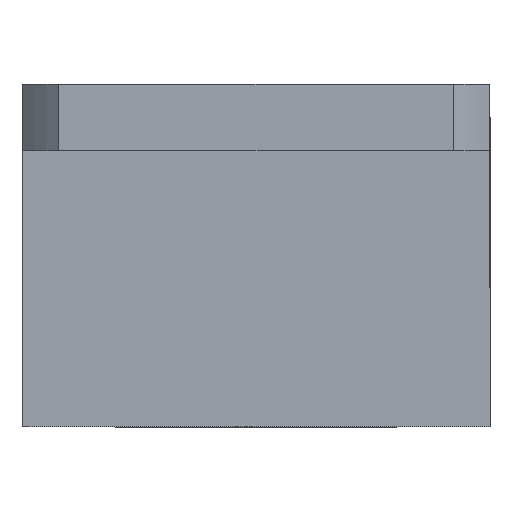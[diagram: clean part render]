
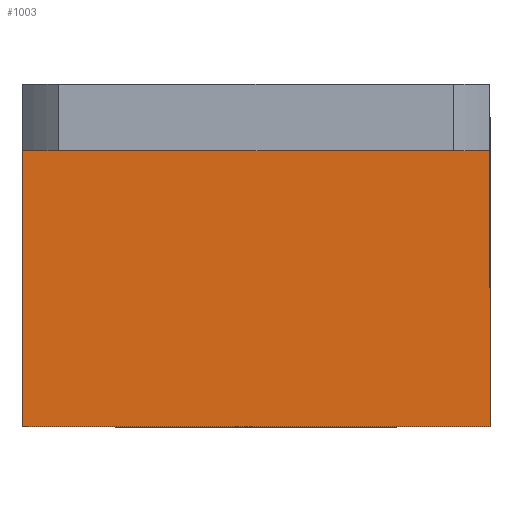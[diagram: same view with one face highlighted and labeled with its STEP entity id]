
A CAD part, front view. The second image highlights one B-rep face of the part: STEP entity #1003.
In plain terms, the highlighted planar face has unit normal (0, -1, 0).
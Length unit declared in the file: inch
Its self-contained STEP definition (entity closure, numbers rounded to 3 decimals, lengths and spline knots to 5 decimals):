
#29 = VERTEX_POINT ( 'NONE', #2978 ) ;
#103 = VECTOR ( 'NONE', #1269, 39.37008 ) ;
#408 = LINE ( 'NONE', #752, #7122 ) ;
#549 = PLANE ( 'NONE',  #8601 ) ;
#752 = CARTESIAN_POINT ( 'NONE',  ( 0.8125, -0.3705, -4.16393 ) ) ;
#927 = FACE_OUTER_BOUND ( 'NONE', #9065, .T. ) ;
#1003 = ADVANCED_FACE ( 'NONE', ( #927 ), #549, .F. ) ;
#1076 = CARTESIAN_POINT ( 'NONE',  ( 0.8125, -0.3705, -0.23 ) ) ;
#1135 = DIRECTION ( 'NONE',  ( 0., 0., 1. ) ) ;
#1195 = EDGE_CURVE ( 'NONE', #5795, #7281, #2365, .T. ) ;
#1269 = DIRECTION ( 'NONE',  ( -1., 0., 0. ) ) ;
#1985 = ORIENTED_EDGE ( 'NONE', *, *, #8017, .T. ) ;
#2051 = ORIENTED_EDGE ( 'NONE', *, *, #4262, .F. ) ;
#2365 = LINE ( 'NONE', #7553, #7899 ) ;
#2978 = CARTESIAN_POINT ( 'NONE',  ( -0.8125, -0.3705, -1.18898 ) ) ;
#3596 = CARTESIAN_POINT ( 'NONE',  ( 0.8125, -0.3705, -1.18898 ) ) ;
#3682 = VECTOR ( 'NONE', #4126, 39.37008 ) ;
#4045 = EDGE_CURVE ( 'NONE', #7769, #29, #5978, .T. ) ;
#4126 = DIRECTION ( 'NONE',  ( 0., 0., 1. ) ) ;
#4262 = EDGE_CURVE ( 'NONE', #29, #7281, #4937, .T. ) ;
#4796 = CARTESIAN_POINT ( 'NONE',  ( 0.8125, -0.3705, -1.18898 ) ) ;
#4937 = LINE ( 'NONE', #8642, #3682 ) ;
#5284 = DIRECTION ( 'NONE',  ( -1., 0., 0. ) ) ;
#5722 = CARTESIAN_POINT ( 'NONE',  ( 0.8125, -0.3705, -4.16393 ) ) ;
#5795 = VERTEX_POINT ( 'NONE', #1076 ) ;
#5978 = LINE ( 'NONE', #3596, #103 ) ;
#7122 = VECTOR ( 'NONE', #7454, 39.37008 ) ;
#7281 = VERTEX_POINT ( 'NONE', #9593 ) ;
#7454 = DIRECTION ( 'NONE',  ( 0., 0., 1. ) ) ;
#7513 = ORIENTED_EDGE ( 'NONE', *, *, #1195, .T. ) ;
#7553 = CARTESIAN_POINT ( 'NONE',  ( 0.8125, -0.3705, -0.23 ) ) ;
#7769 = VERTEX_POINT ( 'NONE', #4796 ) ;
#7899 = VECTOR ( 'NONE', #5284, 39.37008 ) ;
#7952 = DIRECTION ( 'NONE',  ( 0., 1., 0. ) ) ;
#8017 = EDGE_CURVE ( 'NONE', #7769, #5795, #408, .T. ) ;
#8601 = AXIS2_PLACEMENT_3D ( 'NONE', #5722, #7952, #1135 ) ;
#8642 = CARTESIAN_POINT ( 'NONE',  ( -0.8125, -0.3705, -4.16393 ) ) ;
#9065 = EDGE_LOOP ( 'NONE', ( #9793, #1985, #7513, #2051 ) ) ;
#9593 = CARTESIAN_POINT ( 'NONE',  ( -0.8125, -0.3705, -0.23 ) ) ;
#9793 = ORIENTED_EDGE ( 'NONE', *, *, #4045, .F. ) ;
